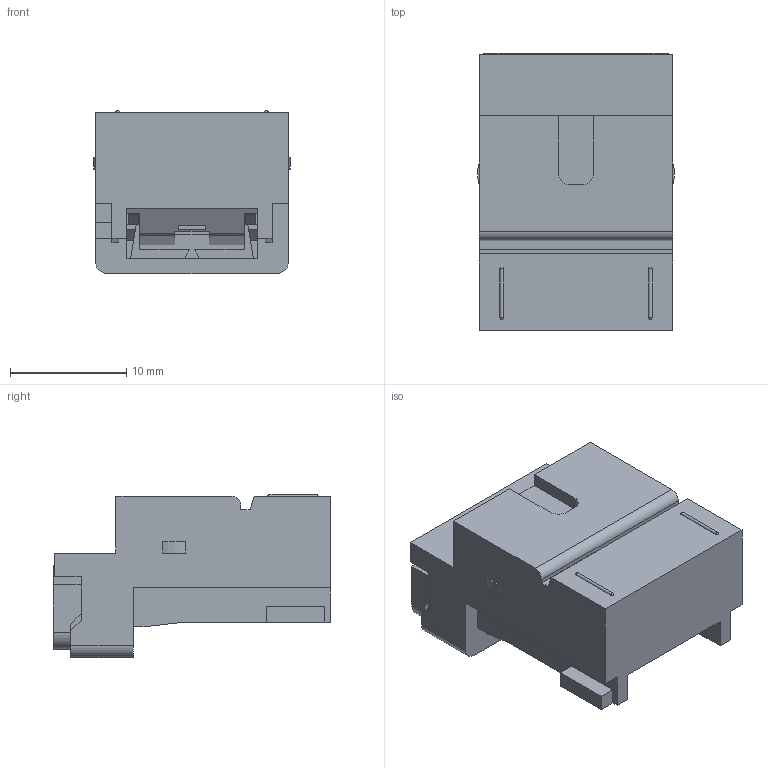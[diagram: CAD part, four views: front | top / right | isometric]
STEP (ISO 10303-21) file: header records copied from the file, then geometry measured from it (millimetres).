
FILE_DESCRIPTION(/* description */ (''),/* implementation_level */ '2;1');
FILE_NAME(/* name */ '33306953-ENV10_02-CONN.stp',/* time_stamp */ '2023-06-15T17:05:31+08:00',/* author */ (''),/* organization */ (''),/* preprocessor_version */ 'ST-DEVELOPER v16',/* originating_system */ 'SIEMENS PLM Software NX 11.0',/* authorisation */ '');
FILE_SCHEMA (('AUTOMOTIVE_DESIGN { 1 0 10303 214 3 1 1 1 }'));
Length unit declared in the file: millimetre
Products named in the file (1): 33306953-ENV10_02-CONN
Bounding box: 16.95 x 23.9 x 14.05 mm (x, y, z)
Volume: 3578.1 mm3; surface area: 2535.5 mm2
Topology: 1 solids, 1 shells, 149 faces, 455 edges, 298 vertices
Faces by surface type: plane 130, cylinder 15, sphere 4
Entity records: 4987 total; most frequent: ORIENTED_EDGE 894, CARTESIAN_POINT 891, DIRECTION 781, EDGE_CURVE 447, LINE 413, VECTOR 413, VERTEX_POINT 294, AXIS2_PLACEMENT_3D 184
